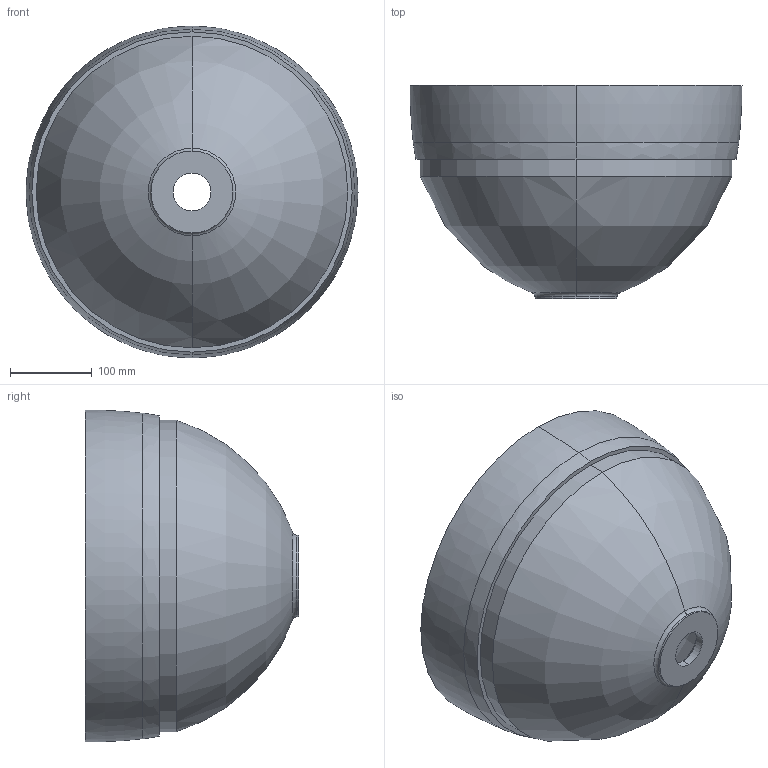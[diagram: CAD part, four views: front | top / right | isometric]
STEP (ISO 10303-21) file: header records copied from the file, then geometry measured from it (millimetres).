
FILE_DESCRIPTION (( 'STEP AP214' ), '1' );
FILE_NAME ('Z821-1SO.STEP', '2018-09-07T07:44:31', ( 'User' ), ( '' ), 'SwSTEP 2.0', 'SolidWorks 2017', '' );
FILE_SCHEMA (( 'AUTOMOTIVE_DESIGN' ));
Length unit declared in the file: millimetre
Products named in the file (2): Z821-1SO
Bounding box: 405 x 260 x 405 mm (x, y, z)
Volume: 4423159.2 mm3; surface area: 610163.3 mm2
Topology: 1 solids, 1 shells, 24 faces, 48 edges, 26 vertices
Faces by surface type: torus 14, cylinder 6, cone 2, plane 2
Entity records: 681 total; most frequent: DIRECTION 140, CARTESIAN_POINT 100, ORIENTED_EDGE 96, AXIS2_PLACEMENT_3D 66, EDGE_CURVE 48, CIRCLE 40, VERTEX_POINT 26, EDGE_LOOP 26
